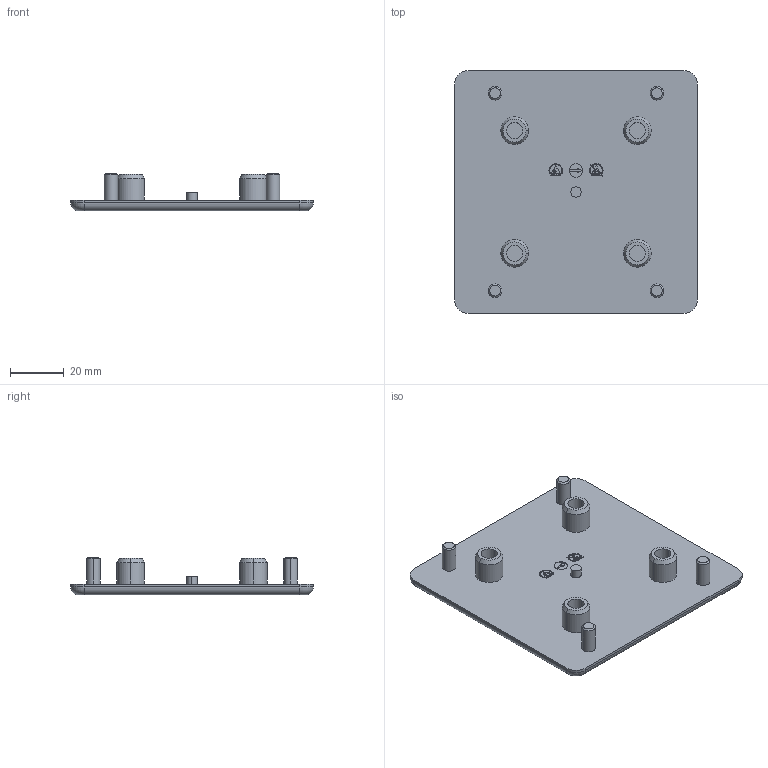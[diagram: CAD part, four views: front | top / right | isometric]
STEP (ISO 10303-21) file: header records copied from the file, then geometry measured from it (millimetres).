
FILE_DESCRIPTION (( 'STEP AP214' ), '1' );
FILE_NAME ('091030S04.STEP', '2015-12-16T09:48:08', ( '' ), ( '' ), 'SwSTEP 2.0', 'SolidWorks 2015', '' );
FILE_SCHEMA (( 'AUTOMOTIVE_DESIGN' ));
Length unit declared in the file: millimetre
Products named in the file (1): 091030S04
Bounding box: 90 x 90 x 14 mm (x, y, z)
Volume: 34403.1 mm3; surface area: 19625.3 mm2
Topology: 1 solids, 1 shells, 300 faces, 789 edges, 518 vertices
Faces by surface type: plane 228, cylinder 48, cone 16, torus 4, bspline 4
Entity records: 9195 total; most frequent: CARTESIAN_POINT 1660, ORIENTED_EDGE 1578, DIRECTION 1491, EDGE_CURVE 789, LINE 665, VECTOR 665, VERTEX_POINT 518, AXIS2_PLACEMENT_3D 413
